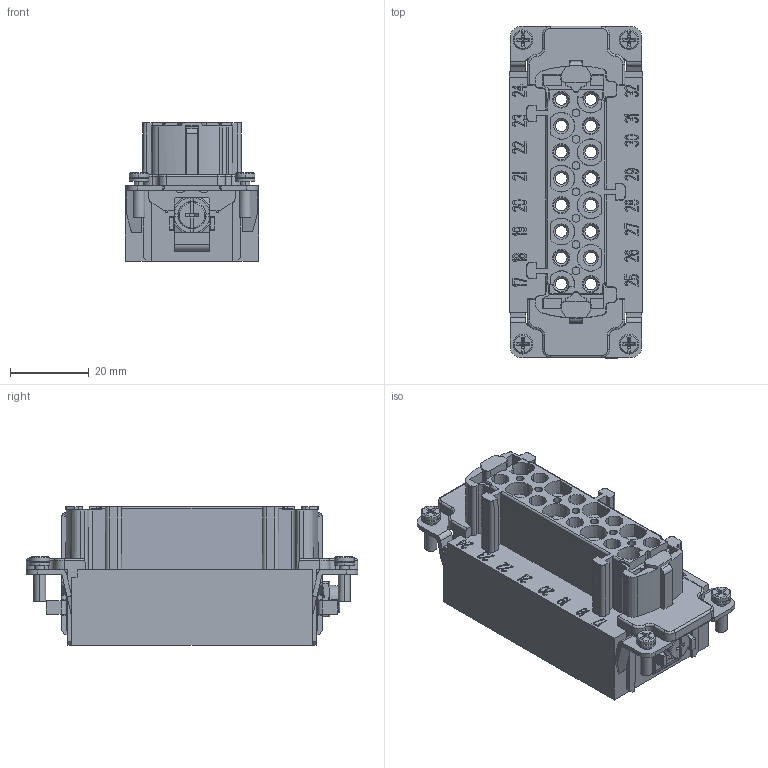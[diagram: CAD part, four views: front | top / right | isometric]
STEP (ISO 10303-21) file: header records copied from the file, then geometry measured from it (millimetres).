
FILE_DESCRIPTION((''),'2;1');
FILE_NAME('HE-016-FC','2017-07-07T',('tl.yang'),(''),'PRO/ENGINEER BY PARAMETRIC TECHNOLOGY CORPORATION, 2011500','PRO/ENGINEER BY PARAMETRIC TECHNOLOGY CORPORATION, 2011500','');
FILE_SCHEMA(('CONFIG_CONTROL_DESIGN'));
Products named in the file (1): HE-016-FC
Bounding box: 33.9 x 84.5 x 35.2 mm (x, y, z)
Volume: 49636.9 mm3; surface area: 26107.4 mm2
Topology: 1 solids, 1 shells, 3283 faces, 9405 edges, 6230 vertices
Faces by surface type: plane 2748, cylinder 271, cone 184, bspline 54, torus 26
Entity records: 108881 total; most frequent: CARTESIAN_POINT 22592, ORIENTED_EDGE 18810, DIRECTION 16521, EDGE_CURVE 9405, VECTOR 8095, LINE 8095, VERTEX_POINT 6230, AXIS2_PLACEMENT_3D 4213
